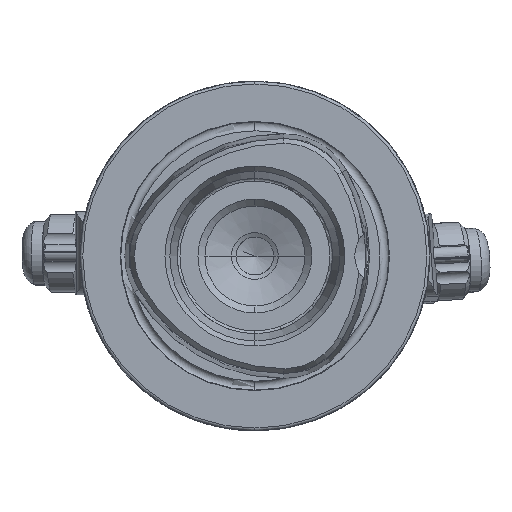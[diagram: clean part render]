
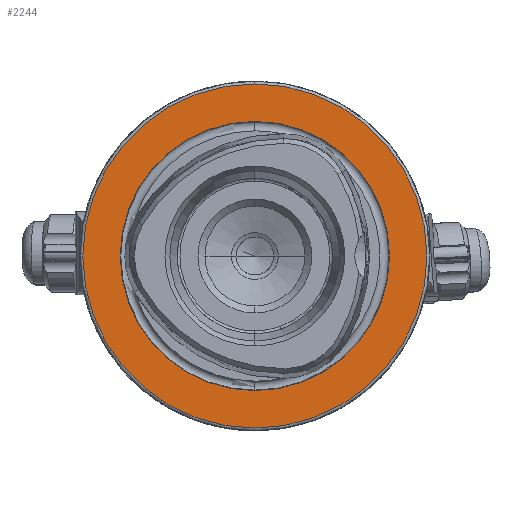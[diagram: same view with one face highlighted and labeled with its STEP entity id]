
A CAD part, left-side view. The second image highlights one B-rep face of the part: STEP entity #2244.
In plain terms, the highlighted planar face has unit normal (-1, 0, 0).
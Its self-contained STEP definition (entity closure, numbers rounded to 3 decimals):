
#137 = CARTESIAN_POINT ( 'NONE',  ( 0., 0., 0. ) ) ;
#1146 = DIRECTION ( 'NONE',  ( -1., 0., 0. ) ) ;
#1408 = CARTESIAN_POINT ( 'NONE',  ( 0., 0., 0. ) ) ;
#1708 = CARTESIAN_POINT ( 'NONE',  ( 0., 0., 31. ) ) ;
#2244 = ADVANCED_FACE ( 'NONE', ( #6019, #7643 ), #5073, .F. ) ;
#2681 = DIRECTION ( 'NONE',  ( 0., 0., 1. ) ) ;
#3300 = AXIS2_PLACEMENT_3D ( 'NONE', #11558, #1146, #2681 ) ;
#3317 = EDGE_LOOP ( 'NONE', ( #11775, #15545 ) ) ;
#3547 = CIRCLE ( 'NONE', #8345, 31. ) ;
#3570 = EDGE_CURVE ( 'NONE', #7822, #17430, #18715, .T. ) ;
#4121 = ORIENTED_EDGE ( 'NONE', *, *, #8775, .F. ) ;
#4177 = DIRECTION ( 'NONE',  ( -1., 0., 0. ) ) ;
#5016 = DIRECTION ( 'NONE',  ( 0., 0., -1. ) ) ;
#5073 = PLANE ( 'NONE',  #6791 ) ;
#5153 = CIRCLE ( 'NONE', #3300, 24.25 ) ;
#5245 = DIRECTION ( 'NONE',  ( 0., 0., 1. ) ) ;
#6019 = FACE_BOUND ( 'NONE', #6919, .T. ) ;
#6365 = DIRECTION ( 'NONE',  ( 1., 0., 0. ) ) ;
#6791 = AXIS2_PLACEMENT_3D ( 'NONE', #15595, #6365, #5016 ) ;
#6919 = EDGE_LOOP ( 'NONE', ( #10304, #4121 ) ) ;
#7584 = DIRECTION ( 'NONE',  ( 0., 0., 1. ) ) ;
#7643 = FACE_OUTER_BOUND ( 'NONE', #3317, .T. ) ;
#7822 = VERTEX_POINT ( 'NONE', #1708 ) ;
#7923 = EDGE_CURVE ( 'NONE', #17430, #7822, #3547, .T. ) ;
#8345 = AXIS2_PLACEMENT_3D ( 'NONE', #14156, #12707, #5245 ) ;
#8463 = CARTESIAN_POINT ( 'NONE',  ( 0., 0., -24.25 ) ) ;
#8775 = EDGE_CURVE ( 'NONE', #14173, #15833, #5153, .T. ) ;
#10304 = ORIENTED_EDGE ( 'NONE', *, *, #12118, .F. ) ;
#11558 = CARTESIAN_POINT ( 'NONE',  ( 0., 0., 0. ) ) ;
#11775 = ORIENTED_EDGE ( 'NONE', *, *, #3570, .T. ) ;
#11883 = DIRECTION ( 'NONE',  ( 0., 0., 1. ) ) ;
#12118 = EDGE_CURVE ( 'NONE', #15833, #14173, #13141, .T. ) ;
#12199 = DIRECTION ( 'NONE',  ( -1., 0., 0. ) ) ;
#12707 = DIRECTION ( 'NONE',  ( -1., 0., 0. ) ) ;
#13141 = CIRCLE ( 'NONE', #19277, 24.25 ) ;
#13579 = CARTESIAN_POINT ( 'NONE',  ( 0., 0., 24.25 ) ) ;
#14156 = CARTESIAN_POINT ( 'NONE',  ( 0., 0., 0. ) ) ;
#14173 = VERTEX_POINT ( 'NONE', #8463 ) ;
#15545 = ORIENTED_EDGE ( 'NONE', *, *, #7923, .T. ) ;
#15595 = CARTESIAN_POINT ( 'NONE',  ( 0., 24.25, 0. ) ) ;
#15833 = VERTEX_POINT ( 'NONE', #13579 ) ;
#17430 = VERTEX_POINT ( 'NONE', #17672 ) ;
#17672 = CARTESIAN_POINT ( 'NONE',  ( 0., 0., -31. ) ) ;
#18715 = CIRCLE ( 'NONE', #19563, 31. ) ;
#19277 = AXIS2_PLACEMENT_3D ( 'NONE', #137, #12199, #7584 ) ;
#19563 = AXIS2_PLACEMENT_3D ( 'NONE', #1408, #4177, #11883 ) ;
